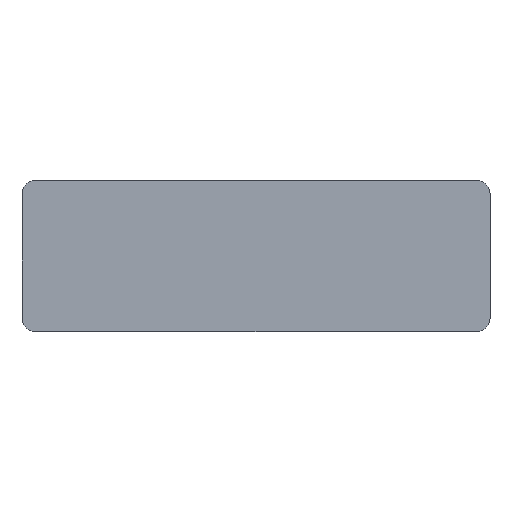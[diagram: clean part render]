
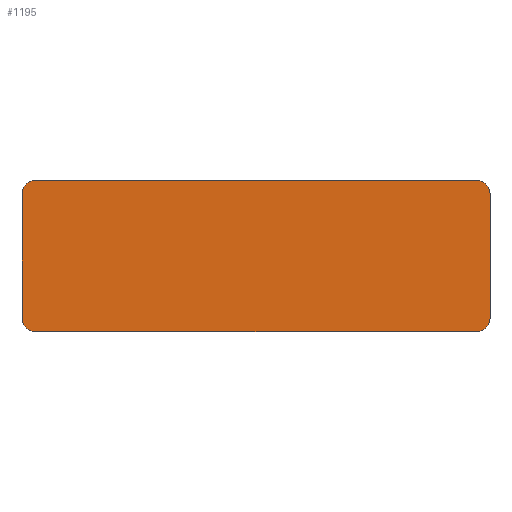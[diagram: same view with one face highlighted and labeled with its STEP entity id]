
A CAD part, top view. The second image highlights one B-rep face of the part: STEP entity #1195.
In plain terms, the highlighted planar face has unit normal (0, 0, 1).
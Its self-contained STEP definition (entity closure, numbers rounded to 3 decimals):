
#21 = LINE ( 'NONE', #1110, #861 ) ;
#45 = CIRCLE ( 'NONE', #662, 3. ) ;
#62 = AXIS2_PLACEMENT_3D ( 'NONE', #649, #572, #362 ) ;
#88 = CARTESIAN_POINT ( 'NONE',  ( -49., -13.8, 2. ) ) ;
#92 = DIRECTION ( 'NONE',  ( 1., 0., 0. ) ) ;
#101 = DIRECTION ( 'NONE',  ( 0., 0., 1. ) ) ;
#103 = EDGE_LOOP ( 'NONE', ( #604, #916, #268, #164, #816, #279, #912, #675 ) ) ;
#114 = CARTESIAN_POINT ( 'NONE',  ( 52., -13.8, 2. ) ) ;
#132 = DIRECTION ( 'NONE',  ( 0., 0., 1. ) ) ;
#164 = ORIENTED_EDGE ( 'NONE', *, *, #810, .T. ) ;
#188 = DIRECTION ( 'NONE',  ( 1., 0., 0. ) ) ;
#203 = CIRCLE ( 'NONE', #354, 3. ) ;
#229 = LINE ( 'NONE', #581, #864 ) ;
#249 = VERTEX_POINT ( 'NONE', #678 ) ;
#255 = CARTESIAN_POINT ( 'NONE',  ( 49., -16.8, 2. ) ) ;
#265 = VERTEX_POINT ( 'NONE', #114 ) ;
#268 = ORIENTED_EDGE ( 'NONE', *, *, #859, .T. ) ;
#279 = ORIENTED_EDGE ( 'NONE', *, *, #408, .T. ) ;
#316 = CIRCLE ( 'NONE', #761, 3. ) ;
#325 = EDGE_CURVE ( 'NONE', #744, #623, #21, .T. ) ;
#346 = CARTESIAN_POINT ( 'NONE',  ( -52., -13.8, 2. ) ) ;
#354 = AXIS2_PLACEMENT_3D ( 'NONE', #1120, #101, #863 ) ;
#362 = DIRECTION ( 'NONE',  ( 1., 0., 0. ) ) ;
#375 = VERTEX_POINT ( 'NONE', #948 ) ;
#394 = CARTESIAN_POINT ( 'NONE',  ( -49., 13.8, 2. ) ) ;
#407 = DIRECTION ( 'NONE',  ( -1., 0., 0. ) ) ;
#408 = EDGE_CURVE ( 'NONE', #623, #265, #203, .T. ) ;
#435 = AXIS2_PLACEMENT_3D ( 'NONE', #88, #935, #188 ) ;
#468 = EDGE_CURVE ( 'NONE', #375, #1006, #316, .T. ) ;
#572 = DIRECTION ( 'NONE',  ( 0., 0., 1. ) ) ;
#577 = CARTESIAN_POINT ( 'NONE',  ( -52., 16.8, 2. ) ) ;
#581 = CARTESIAN_POINT ( 'NONE',  ( 52., 16.8, 2. ) ) ;
#598 = VECTOR ( 'NONE', #407, 1000. ) ;
#604 = ORIENTED_EDGE ( 'NONE', *, *, #900, .T. ) ;
#619 = VERTEX_POINT ( 'NONE', #346 ) ;
#623 = VERTEX_POINT ( 'NONE', #255 ) ;
#639 = PLANE ( 'NONE',  #62 ) ;
#649 = CARTESIAN_POINT ( 'NONE',  ( 0., 0., 2. ) ) ;
#658 = FACE_OUTER_BOUND ( 'NONE', #103, .T. ) ;
#662 = AXIS2_PLACEMENT_3D ( 'NONE', #394, #844, #92 ) ;
#671 = DIRECTION ( 'NONE',  ( 1., 0., 0. ) ) ;
#673 = DIRECTION ( 'NONE',  ( 0., -1., 0. ) ) ;
#674 = CARTESIAN_POINT ( 'NONE',  ( 49., 13.8, 2. ) ) ;
#675 = ORIENTED_EDGE ( 'NONE', *, *, #468, .T. ) ;
#678 = CARTESIAN_POINT ( 'NONE',  ( -52., 13.8, 2. ) ) ;
#693 = CARTESIAN_POINT ( 'NONE',  ( 49., 16.8, 2. ) ) ;
#710 = EDGE_CURVE ( 'NONE', #774, #249, #45, .T. ) ;
#744 = VERTEX_POINT ( 'NONE', #849 ) ;
#761 = AXIS2_PLACEMENT_3D ( 'NONE', #674, #132, #773 ) ;
#763 = CIRCLE ( 'NONE', #435, 3. ) ;
#773 = DIRECTION ( 'NONE',  ( 1., 0., 0. ) ) ;
#774 = VERTEX_POINT ( 'NONE', #942 ) ;
#776 = LINE ( 'NONE', #577, #1041 ) ;
#810 = EDGE_CURVE ( 'NONE', #619, #744, #763, .T. ) ;
#816 = ORIENTED_EDGE ( 'NONE', *, *, #325, .T. ) ;
#844 = DIRECTION ( 'NONE',  ( 0., 0., 1. ) ) ;
#849 = CARTESIAN_POINT ( 'NONE',  ( -49., -16.8, 2. ) ) ;
#859 = EDGE_CURVE ( 'NONE', #249, #619, #776, .T. ) ;
#861 = VECTOR ( 'NONE', #671, 1000. ) ;
#863 = DIRECTION ( 'NONE',  ( 1., 0., 0. ) ) ;
#864 = VECTOR ( 'NONE', #963, 1000. ) ;
#876 = CARTESIAN_POINT ( 'NONE',  ( -52., 16.8, 2. ) ) ;
#900 = EDGE_CURVE ( 'NONE', #1006, #774, #952, .T. ) ;
#912 = ORIENTED_EDGE ( 'NONE', *, *, #955, .T. ) ;
#916 = ORIENTED_EDGE ( 'NONE', *, *, #710, .T. ) ;
#935 = DIRECTION ( 'NONE',  ( 0., 0., 1. ) ) ;
#942 = CARTESIAN_POINT ( 'NONE',  ( -49., 16.8, 2. ) ) ;
#948 = CARTESIAN_POINT ( 'NONE',  ( 52., 13.8, 2. ) ) ;
#952 = LINE ( 'NONE', #876, #598 ) ;
#955 = EDGE_CURVE ( 'NONE', #265, #375, #229, .T. ) ;
#963 = DIRECTION ( 'NONE',  ( 0., 1., 0. ) ) ;
#1006 = VERTEX_POINT ( 'NONE', #693 ) ;
#1041 = VECTOR ( 'NONE', #673, 1000. ) ;
#1110 = CARTESIAN_POINT ( 'NONE',  ( -52., -16.8, 2. ) ) ;
#1120 = CARTESIAN_POINT ( 'NONE',  ( 49., -13.8, 2. ) ) ;
#1195 = ADVANCED_FACE ( 'NONE', ( #658 ), #639, .T. ) ;
